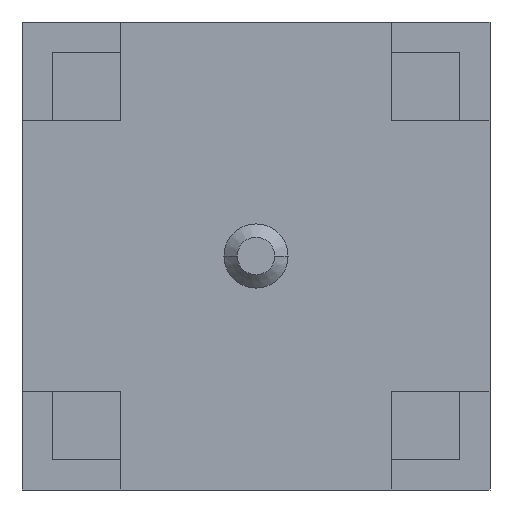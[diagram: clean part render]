
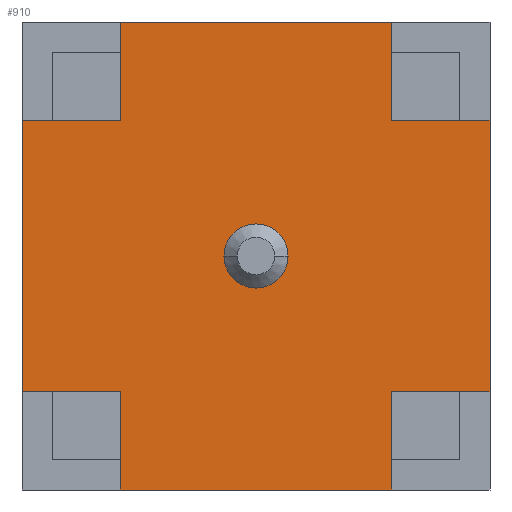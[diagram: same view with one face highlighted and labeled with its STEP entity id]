
A CAD part, left-side view. The second image highlights one B-rep face of the part: STEP entity #910.
In plain terms, the highlighted planar face has unit normal (-1, 0, 0).
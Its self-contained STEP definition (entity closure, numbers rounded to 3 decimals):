
#1=DIRECTION('',(0.,-1.,0.));
#2=VECTOR('',#1,1.47);
#3=CARTESIAN_POINT('',(0.,3.5,2.03));
#4=LINE('',#3,#2);
#5=DIRECTION('',(0.,0.,-1.));
#6=VECTOR('',#5,1.47);
#7=CARTESIAN_POINT('',(0.,2.03,3.5));
#8=LINE('',#7,#6);
#9=DIRECTION('',(0.,-1.,0.));
#10=VECTOR('',#9,4.06);
#11=CARTESIAN_POINT('',(0.,2.03,3.5));
#12=LINE('',#11,#10);
#13=DIRECTION('',(0.,0.,-1.));
#14=VECTOR('',#13,1.47);
#15=CARTESIAN_POINT('',(0.,-2.03,3.5));
#16=LINE('',#15,#14);
#17=DIRECTION('',(0.,1.,0.));
#18=VECTOR('',#17,1.47);
#19=CARTESIAN_POINT('',(0.,-3.5,2.03));
#20=LINE('',#19,#18);
#21=DIRECTION('',(0.,0.,-1.));
#22=VECTOR('',#21,4.06);
#23=CARTESIAN_POINT('',(0.,-3.5,2.03));
#24=LINE('',#23,#22);
#25=DIRECTION('',(0.,1.,0.));
#26=VECTOR('',#25,1.47);
#27=CARTESIAN_POINT('',(0.,-3.5,-2.03));
#28=LINE('',#27,#26);
#29=DIRECTION('',(0.,0.,1.));
#30=VECTOR('',#29,1.47);
#31=CARTESIAN_POINT('',(0.,-2.03,-3.5));
#32=LINE('',#31,#30);
#33=DIRECTION('',(0.,1.,0.));
#34=VECTOR('',#33,4.06);
#35=CARTESIAN_POINT('',(0.,-2.03,-3.5));
#36=LINE('',#35,#34);
#37=DIRECTION('',(0.,0.,1.));
#38=VECTOR('',#37,1.47);
#39=CARTESIAN_POINT('',(0.,2.03,-3.5));
#40=LINE('',#39,#38);
#41=DIRECTION('',(0.,-1.,0.));
#42=VECTOR('',#41,1.47);
#43=CARTESIAN_POINT('',(0.,3.5,-2.03));
#44=LINE('',#43,#42);
#45=DIRECTION('',(0.,0.,1.));
#46=VECTOR('',#45,4.06);
#47=CARTESIAN_POINT('',(0.,3.5,-2.03));
#48=LINE('',#47,#46);
#49=CARTESIAN_POINT('',(0.,0.,0.));
#50=DIRECTION('',(1.,0.,0.));
#51=DIRECTION('',(0.,-1.,0.));
#52=AXIS2_PLACEMENT_3D('',#49,#50,#51);
#54=CARTESIAN_POINT('',(0.,0.,0.));
#55=DIRECTION('',(1.,0.,0.));
#56=DIRECTION('',(0.,1.,0.));
#57=AXIS2_PLACEMENT_3D('',#54,#55,#56);
#681=CARTESIAN_POINT('',(0.,2.03,-3.5));
#682=CARTESIAN_POINT('',(0.,2.03,-2.03));
#683=VERTEX_POINT('',#681);
#684=VERTEX_POINT('',#682);
#685=CARTESIAN_POINT('',(0.,3.5,-2.03));
#686=VERTEX_POINT('',#685);
#707=CARTESIAN_POINT('',(0.,-3.5,-2.03));
#708=VERTEX_POINT('',#707);
#709=CARTESIAN_POINT('',(0.,-2.03,-3.5));
#710=VERTEX_POINT('',#709);
#731=CARTESIAN_POINT('',(0.,-2.03,3.5));
#732=VERTEX_POINT('',#731);
#733=CARTESIAN_POINT('',(0.,-3.5,2.03));
#734=VERTEX_POINT('',#733);
#755=CARTESIAN_POINT('',(0.,3.5,2.03));
#756=VERTEX_POINT('',#755);
#757=CARTESIAN_POINT('',(0.,2.03,3.5));
#758=VERTEX_POINT('',#757);
#773=CARTESIAN_POINT('',(0.,-2.03,-2.03));
#774=VERTEX_POINT('',#773);
#775=CARTESIAN_POINT('',(0.,-2.03,2.03));
#776=VERTEX_POINT('',#775);
#777=CARTESIAN_POINT('',(0.,2.03,2.03));
#778=VERTEX_POINT('',#777);
#865=CARTESIAN_POINT('',(0.,-0.48,0.));
#866=CARTESIAN_POINT('',(0.,0.48,0.));
#867=VERTEX_POINT('',#865);
#868=VERTEX_POINT('',#866);
#873=CARTESIAN_POINT('',(0.,0.,0.));
#874=DIRECTION('',(1.,0.,0.));
#875=DIRECTION('',(0.,0.,-1.));
#876=AXIS2_PLACEMENT_3D('',#873,#874,#875);
#877=PLANE('',#876);
#879=ORIENTED_EDGE('',*,*,#878,.T.);
#881=ORIENTED_EDGE('',*,*,#880,.F.);
#883=ORIENTED_EDGE('',*,*,#882,.T.);
#885=ORIENTED_EDGE('',*,*,#884,.T.);
#887=ORIENTED_EDGE('',*,*,#886,.F.);
#889=ORIENTED_EDGE('',*,*,#888,.T.);
#891=ORIENTED_EDGE('',*,*,#890,.T.);
#893=ORIENTED_EDGE('',*,*,#892,.F.);
#895=ORIENTED_EDGE('',*,*,#894,.T.);
#897=ORIENTED_EDGE('',*,*,#896,.T.);
#899=ORIENTED_EDGE('',*,*,#898,.F.);
#901=ORIENTED_EDGE('',*,*,#900,.T.);
#902=EDGE_LOOP('',(#879,#881,#883,#885,#887,#889,#891,#893,#895,#897,#899,
#901));
#903=FACE_OUTER_BOUND('',#902,.F.);
#905=ORIENTED_EDGE('',*,*,#904,.F.);
#907=ORIENTED_EDGE('',*,*,#906,.F.);
#908=EDGE_LOOP('',(#905,#907));
#909=FACE_BOUND('',#908,.F.);
#910=ADVANCED_FACE('',(#903,#909),#877,.F.);
#53=CIRCLE('',#52,0.48);
#58=CIRCLE('',#57,0.48);
#878=EDGE_CURVE('',#756,#778,#4,.T.);
#880=EDGE_CURVE('',#758,#778,#8,.T.);
#882=EDGE_CURVE('',#758,#732,#12,.T.);
#884=EDGE_CURVE('',#732,#776,#16,.T.);
#886=EDGE_CURVE('',#734,#776,#20,.T.);
#888=EDGE_CURVE('',#734,#708,#24,.T.);
#890=EDGE_CURVE('',#708,#774,#28,.T.);
#892=EDGE_CURVE('',#710,#774,#32,.T.);
#894=EDGE_CURVE('',#710,#683,#36,.T.);
#896=EDGE_CURVE('',#683,#684,#40,.T.);
#898=EDGE_CURVE('',#686,#684,#44,.T.);
#900=EDGE_CURVE('',#686,#756,#48,.T.);
#904=EDGE_CURVE('',#867,#868,#53,.T.);
#906=EDGE_CURVE('',#868,#867,#58,.T.);
